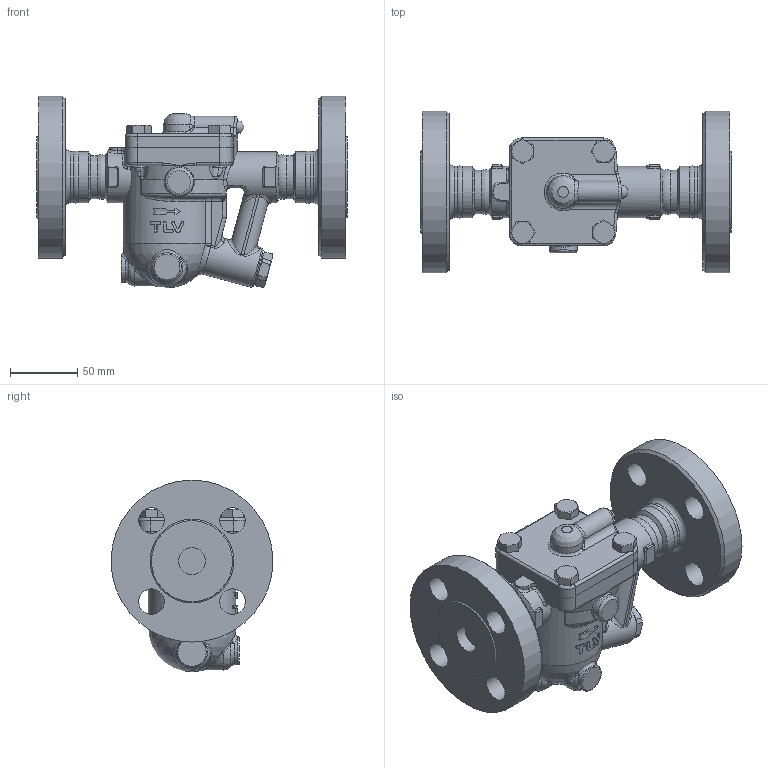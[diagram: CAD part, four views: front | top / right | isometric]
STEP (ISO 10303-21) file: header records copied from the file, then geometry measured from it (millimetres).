
FILE_DESCRIPTION((''),'2;1');
FILE_NAME('jh3sx-020-jis40-00.stp','2011-01-14T09:38:23',('nakaot'),(''),'Autodesk Inventor 2008','Autodesk Inventor 2008','');
FILE_SCHEMA(('AUTOMOTIVE_DESIGN { 1 0 10303 214 1 1 1 1 }'));
Length unit declared in the file: millimetre
Products named in the file (1): jh3sx-020-jis40-00
Bounding box: 230 x 120 x 142.08 mm (x, y, z)
Volume: 1052660.7 mm3; surface area: 132306.9 mm2
Topology: 1 solids, 2 shells, 507 faces, 1256 edges, 761 vertices
Faces by surface type: bspline 171, cylinder 126, plane 126, cone 54, torus 25, sphere 5
Full cylindrical faces by diameter (mm): 10 x9, 19 x4, 20 x1, 21 x1, 23 x1, 30 x1, 32 x1, 38 x3, 56.5 x1, 120 x1
Entity records: 31636 total; most frequent: CARTESIAN_POINT 21108, ORIENTED_EDGE 2332, DIRECTION 1888, EDGE_CURVE 1166, AXIS2_PLACEMENT_3D 789, VERTEX_POINT 738, EDGE_LOOP 610, FACE_OUTER_BOUND 507
